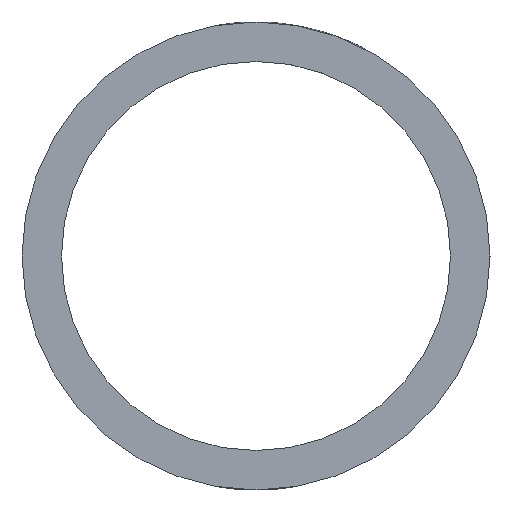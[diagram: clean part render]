
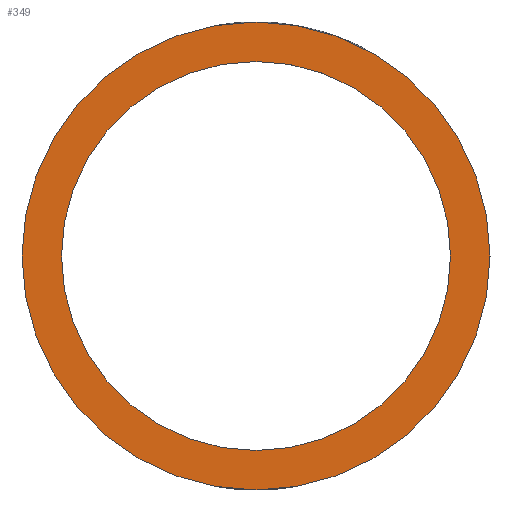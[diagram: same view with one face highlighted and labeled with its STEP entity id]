
A CAD part, left-side view. The second image highlights one B-rep face of the part: STEP entity #349.
In plain terms, the highlighted planar face has unit normal (-1, 0, 0).
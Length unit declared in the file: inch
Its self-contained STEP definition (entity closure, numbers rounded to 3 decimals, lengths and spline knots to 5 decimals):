
#92=FACE_BOUND('',#122,.T.);
#102=FACE_OUTER_BOUND('',#121,.T.);
#121=EDGE_LOOP('',(#241));
#122=EDGE_LOOP('',(#242));
#150=CIRCLE('',#377,0.83);
#151=CIRCLE('',#378,0.69);
#158=VERTEX_POINT('',#488);
#159=VERTEX_POINT('',#490);
#192=EDGE_CURVE('',#158,#158,#150,.T.);
#193=EDGE_CURVE('',#159,#159,#151,.T.);
#241=ORIENTED_EDGE('',*,*,#192,.F.);
#242=ORIENTED_EDGE('',*,*,#193,.F.);
#339=PLANE('',#376);
#349=ADVANCED_FACE('',(#102,#92),#339,.F.);
#376=AXIS2_PLACEMENT_3D('',#487,#405,#406);
#377=AXIS2_PLACEMENT_3D('',#489,#407,#408);
#378=AXIS2_PLACEMENT_3D('',#491,#409,#410);
#405=DIRECTION('center_axis',(1.,0.,0.));
#406=DIRECTION('ref_axis',(0.,-1.,0.));
#407=DIRECTION('center_axis',(1.,0.,0.));
#408=DIRECTION('ref_axis',(0.,-1.,0.));
#409=DIRECTION('center_axis',(-1.,0.,0.));
#410=DIRECTION('ref_axis',(0.,-1.,0.));
#487=CARTESIAN_POINT('Origin',(-19.,0.,0.));
#488=CARTESIAN_POINT('',(-19.,-0.83,0.));
#489=CARTESIAN_POINT('Origin',(-19.,0.,0.));
#490=CARTESIAN_POINT('',(-19.,-0.69,0.));
#491=CARTESIAN_POINT('Origin',(-19.,0.,0.));
